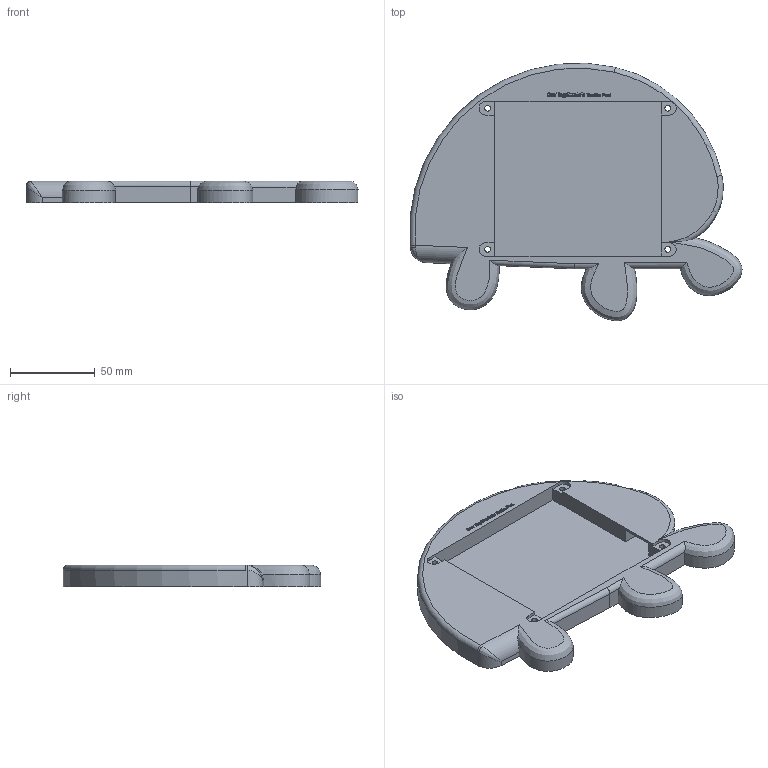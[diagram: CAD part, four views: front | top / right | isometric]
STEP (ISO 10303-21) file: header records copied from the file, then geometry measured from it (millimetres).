
FILE_DESCRIPTION(/* description */ (''),/* implementation_level */ '2;1');
FILE_NAME(/* name */ 'case v20.step',/* time_stamp */ '2025-03-29T14:55:12-07:00',/* author */ (''),/* organization */ (''),/* preprocessor_version */ 'ST-DEVELOPER v20.1',/* originating_system */ 'Autodesk Translation Framework v14.4.0.0',/* authorisation */ '');
FILE_SCHEMA (('AUTOMOTIVE_DESIGN { 1 0 10303 214 3 1 1 }'));
Length unit declared in the file: millimetre
Products named in the file (2): Turtlepad Structure/case; Turtlepad Structure
Assembly tree (1 placements, depth 2):
  Turtlepad Structure/case
    Turtlepad Structure
Bounding box: 196.41 x 152.28 x 13 mm (x, y, z)
Volume: 170099.6 mm3; surface area: 54832 mm2
Topology: 1 solids, 1 shells, 243 faces, 613 edges, 407 vertices
Faces by surface type: plane 162, bspline 57, cylinder 20, torus 4
Full cylindrical faces by diameter (mm): 3.4 x4, 6 x4
Entity records: 9899 total; most frequent: CARTESIAN_POINT 4350, ORIENTED_EDGE 1224, DIRECTION 907, EDGE_CURVE 612, LINE 439, VECTOR 439, VERTEX_POINT 407, EDGE_LOOP 289
